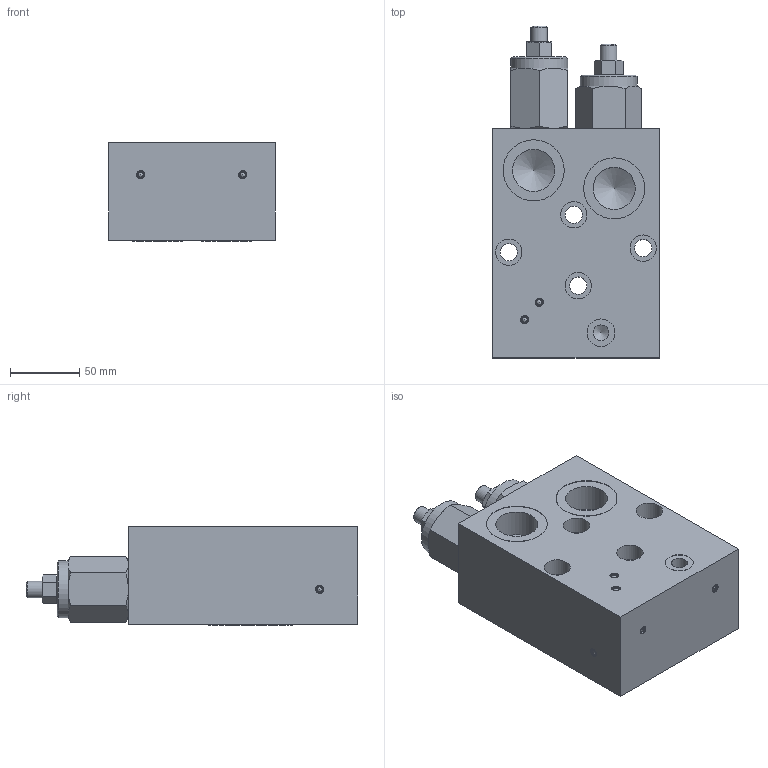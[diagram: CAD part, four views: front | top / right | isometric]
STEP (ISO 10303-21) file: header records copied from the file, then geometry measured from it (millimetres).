
FILE_DESCRIPTION( ( 'STEP AP214' ), '1' );
FILE_NAME( 'KPBV-250_1_D.stp', '2020-05-25T09:24:00', ( 'License CC BY-ND 4.0' ), ( 'CADENAS' ), ' ', 'PARTsolutions', ' ' );
FILE_SCHEMA( ( 'AUTOMOTIVE_DESIGN { 1 0 10303 214 1 1 1 1 }' ) );
Length unit declared in the file: millimetre
Products named in the file (1): _KPBV-250/1/D
Bounding box: 120 x 239 x 70.78 mm (x, y, z)
Volume: 1428040 mm3; surface area: 117555 mm2
Topology: 1 solids, 3 shells, 211 faces, 462 edges, 285 vertices
Faces by surface type: plane 110, cone 46, cylinder 44, sphere 6, torus 5
Full cylindrical faces by diameter (mm): 2 x2, 4.9 x6, 6 x8, 8 x1, 11.445 x1, 12 x2, 12.5 x4, 18 x2, 19 x4, 20 x1, 23 x1, 28 x2, 30.291 x2, 37.6 x2, 41 x2, 44 x2, 48 x2
Entity records: 7170 total; most frequent: CARTESIAN_POINT 1292, DIRECTION 876, ORIENTED_EDGE 704, AXIS2_PLACEMENT_3D 372, EDGE_CURVE 352, EDGE_LOOP 328, VERTEX_POINT 268, FACE_OUTER_BOUND 260
